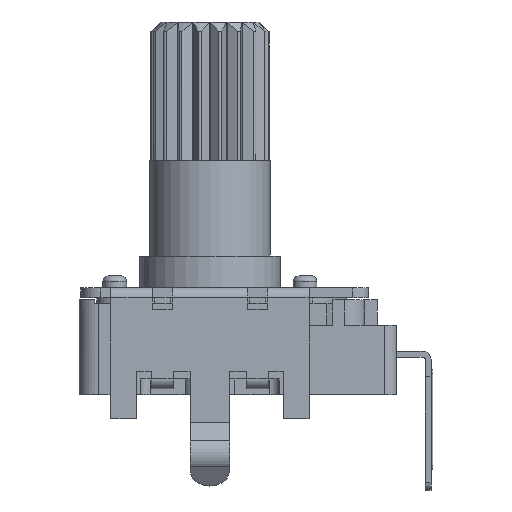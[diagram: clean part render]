
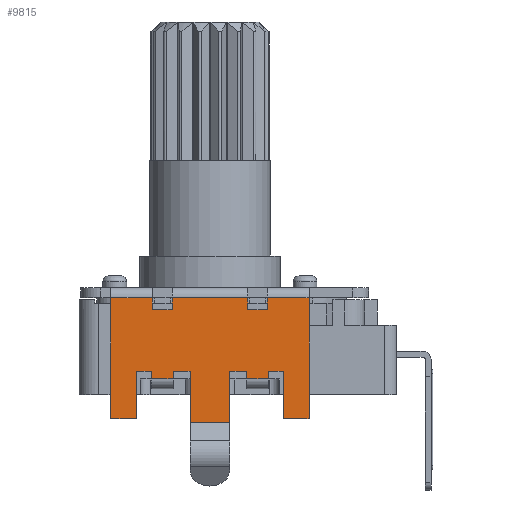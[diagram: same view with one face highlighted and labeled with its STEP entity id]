
A CAD part, left-side view. The second image highlights one B-rep face of the part: STEP entity #9815.
In plain terms, the highlighted planar face has unit normal (-1, 0, 0).
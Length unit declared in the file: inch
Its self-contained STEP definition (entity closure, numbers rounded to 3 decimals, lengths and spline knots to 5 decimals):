
#733=FACE_OUTER_BOUND('',#1254,.T.);
#1254=EDGE_LOOP('',(#7588,#7589,#7590,#7591,#7592,#7593,#7594,#7595,#7596,
#7597,#7598,#7599,#7600,#7601,#7602,#7603,#7604,#7605,#7606,#7607,#7608,
#7609,#7610,#7611,#7612,#7613,#7614,#7615));
#2130=LINE('',#14209,#3182);
#2193=LINE('',#14338,#3245);
#2195=LINE('',#14342,#3247);
#2197=LINE('',#14348,#3249);
#2209=LINE('',#14382,#3261);
#2212=LINE('',#14387,#3264);
#2215=LINE('',#14393,#3267);
#2226=LINE('',#14422,#3278);
#2229=LINE('',#14428,#3281);
#2231=LINE('',#14432,#3283);
#2233=LINE('',#14436,#3285);
#2237=LINE('',#14445,#3289);
#2238=LINE('',#14447,#3290);
#2483=LINE('',#15017,#3535);
#2484=LINE('',#15020,#3536);
#2485=LINE('',#15024,#3537);
#2495=LINE('',#15042,#3547);
#2496=LINE('',#15046,#3548);
#2497=LINE('',#15050,#3549);
#2505=LINE('',#15065,#3557);
#2506=LINE('',#15068,#3558);
#2509=LINE('',#15073,#3561);
#2510=LINE('',#15076,#3562);
#2515=LINE('',#15087,#3567);
#2516=LINE('',#15089,#3568);
#2517=LINE('',#15090,#3569);
#2518=LINE('',#15091,#3570);
#2519=LINE('',#15092,#3571);
#3182=VECTOR('',#11406,0.02362);
#3245=VECTOR('',#11485,0.01575);
#3247=VECTOR('',#11489,0.03346);
#3249=VECTOR('',#11495,0.10315);
#3261=VECTOR('',#11521,0.10315);
#3264=VECTOR('',#11526,0.03346);
#3267=VECTOR('',#11531,0.01575);
#3278=VECTOR('',#11554,0.01575);
#3281=VECTOR('',#11561,0.02953);
#3283=VECTOR('',#11565,0.09449);
#3285=VECTOR('',#11569,0.05118);
#3289=VECTOR('',#11577,0.24016);
#3290=VECTOR('',#11580,0.08268);
#3535=VECTOR('',#12089,0.02362);
#3536=VECTOR('',#12092,0.14961);
#3537=VECTOR('',#12097,0.02362);
#3547=VECTOR('',#12113,0.02362);
#3548=VECTOR('',#12118,0.08268);
#3549=VECTOR('',#12123,0.24016);
#3557=VECTOR('',#12143,0.05118);
#3558=VECTOR('',#12146,0.09449);
#3561=VECTOR('',#12151,0.02953);
#3562=VECTOR('',#12154,0.01575);
#3567=VECTOR('',#12167,0.04331);
#3568=VECTOR('',#12170,0.04331);
#3569=VECTOR('',#12171,0.07874);
#3570=VECTOR('',#12172,0.03937);
#3571=VECTOR('',#12173,0.03937);
#4242=VERTEX_POINT('',#14206);
#4243=VERTEX_POINT('',#14208);
#4300=VERTEX_POINT('',#14335);
#4301=VERTEX_POINT('',#14337);
#4302=VERTEX_POINT('',#14341);
#4304=VERTEX_POINT('',#14347);
#4318=VERTEX_POINT('',#14379);
#4319=VERTEX_POINT('',#14381);
#4320=VERTEX_POINT('',#14385);
#4322=VERTEX_POINT('',#14392);
#4333=VERTEX_POINT('',#14419);
#4334=VERTEX_POINT('',#14421);
#4335=VERTEX_POINT('',#14427);
#4336=VERTEX_POINT('',#14431);
#4337=VERTEX_POINT('',#14435);
#4338=VERTEX_POINT('',#14439);
#4532=VERTEX_POINT('',#15013);
#4533=VERTEX_POINT('',#15015);
#4534=VERTEX_POINT('',#15019);
#4535=VERTEX_POINT('',#15023);
#4539=VERTEX_POINT('',#15039);
#4540=VERTEX_POINT('',#15041);
#4541=VERTEX_POINT('',#15045);
#4542=VERTEX_POINT('',#15049);
#4543=VERTEX_POINT('',#15063);
#4544=VERTEX_POINT('',#15067);
#4545=VERTEX_POINT('',#15071);
#4546=VERTEX_POINT('',#15075);
#5237=EDGE_CURVE('',#4243,#4242,#2130,.T.);
#5303=EDGE_CURVE('',#4301,#4300,#2193,.T.);
#5305=EDGE_CURVE('',#4301,#4302,#2195,.T.);
#5308=EDGE_CURVE('',#4302,#4304,#2197,.T.);
#5325=EDGE_CURVE('',#4319,#4318,#2209,.T.);
#5328=EDGE_CURVE('',#4319,#4320,#2212,.T.);
#5331=EDGE_CURVE('',#4322,#4320,#2215,.T.);
#5346=EDGE_CURVE('',#4334,#4333,#2226,.T.);
#5349=EDGE_CURVE('',#4334,#4335,#2229,.T.);
#5351=EDGE_CURVE('',#4336,#4335,#2231,.T.);
#5353=EDGE_CURVE('',#4337,#4336,#2233,.T.);
#5358=EDGE_CURVE('',#4338,#4337,#2237,.T.);
#5359=EDGE_CURVE('',#4242,#4338,#2238,.T.);
#5656=EDGE_CURVE('',#4532,#4533,#2483,.T.);
#5657=EDGE_CURVE('',#4534,#4532,#2484,.T.);
#5659=EDGE_CURVE('',#4535,#4534,#2485,.T.);
#5669=EDGE_CURVE('',#4540,#4539,#2495,.T.);
#5671=EDGE_CURVE('',#4541,#4540,#2496,.T.);
#5673=EDGE_CURVE('',#4542,#4541,#2497,.T.);
#5681=EDGE_CURVE('',#4543,#4542,#2505,.T.);
#5682=EDGE_CURVE('',#4543,#4544,#2506,.T.);
#5685=EDGE_CURVE('',#4544,#4545,#2509,.T.);
#5686=EDGE_CURVE('',#4546,#4545,#2510,.T.);
#5692=EDGE_CURVE('',#4300,#4546,#2515,.T.);
#5693=EDGE_CURVE('',#4333,#4322,#2516,.T.);
#5694=EDGE_CURVE('',#4318,#4304,#2517,.T.);
#5695=EDGE_CURVE('',#4539,#4535,#2518,.T.);
#5696=EDGE_CURVE('',#4533,#4243,#2519,.T.);
#7588=ORIENTED_EDGE('',*,*,#5359,.T.);
#7589=ORIENTED_EDGE('',*,*,#5358,.T.);
#7590=ORIENTED_EDGE('',*,*,#5353,.T.);
#7591=ORIENTED_EDGE('',*,*,#5351,.T.);
#7592=ORIENTED_EDGE('',*,*,#5349,.F.);
#7593=ORIENTED_EDGE('',*,*,#5346,.T.);
#7594=ORIENTED_EDGE('',*,*,#5693,.T.);
#7595=ORIENTED_EDGE('',*,*,#5331,.T.);
#7596=ORIENTED_EDGE('',*,*,#5328,.F.);
#7597=ORIENTED_EDGE('',*,*,#5325,.T.);
#7598=ORIENTED_EDGE('',*,*,#5694,.T.);
#7599=ORIENTED_EDGE('',*,*,#5308,.F.);
#7600=ORIENTED_EDGE('',*,*,#5305,.F.);
#7601=ORIENTED_EDGE('',*,*,#5303,.T.);
#7602=ORIENTED_EDGE('',*,*,#5692,.T.);
#7603=ORIENTED_EDGE('',*,*,#5686,.T.);
#7604=ORIENTED_EDGE('',*,*,#5685,.F.);
#7605=ORIENTED_EDGE('',*,*,#5682,.F.);
#7606=ORIENTED_EDGE('',*,*,#5681,.T.);
#7607=ORIENTED_EDGE('',*,*,#5673,.T.);
#7608=ORIENTED_EDGE('',*,*,#5671,.T.);
#7609=ORIENTED_EDGE('',*,*,#5669,.T.);
#7610=ORIENTED_EDGE('',*,*,#5695,.T.);
#7611=ORIENTED_EDGE('',*,*,#5659,.T.);
#7612=ORIENTED_EDGE('',*,*,#5657,.T.);
#7613=ORIENTED_EDGE('',*,*,#5656,.T.);
#7614=ORIENTED_EDGE('',*,*,#5696,.T.);
#7615=ORIENTED_EDGE('',*,*,#5237,.T.);
#9440=PLANE('',#10464);
#9815=ADVANCED_FACE('',(#733),#9440,.T.);
#10464=AXIS2_PLACEMENT_3D('',#15088,#12168,#12169);
#11406=DIRECTION('',(0.,0.,1.));
#11485=DIRECTION('',(0.,0.,-1.));
#11489=DIRECTION('',(0.,1.,0.));
#11495=DIRECTION('',(0.,0.,-1.));
#11521=DIRECTION('',(0.,0.,-1.));
#11526=DIRECTION('',(0.,1.,0.));
#11531=DIRECTION('',(0.,0.,1.));
#11554=DIRECTION('',(0.,0.,-1.));
#11561=DIRECTION('',(0.,1.,0.));
#11565=DIRECTION('',(0.,0.,1.));
#11569=DIRECTION('',(0.,-1.,0.));
#11577=DIRECTION('',(0.,0.,-1.));
#11580=DIRECTION('',(0.,1.,0.));
#12089=DIRECTION('',(0.,0.,-1.));
#12092=DIRECTION('',(0.,1.,0.));
#12097=DIRECTION('',(0.,0.,1.));
#12113=DIRECTION('',(0.,0.,-1.));
#12118=DIRECTION('',(0.,1.,0.));
#12123=DIRECTION('',(0.,0.,1.));
#12143=DIRECTION('',(0.,-1.,0.));
#12146=DIRECTION('',(0.,0.,1.));
#12151=DIRECTION('',(0.,1.,0.));
#12154=DIRECTION('',(0.,0.,1.));
#12167=DIRECTION('',(0.,-1.,0.));
#12168=DIRECTION('center_axis',(-1.,0.,0.));
#12169=DIRECTION('ref_axis',(0.,0.,1.));
#12170=DIRECTION('',(0.,-1.,0.));
#12171=DIRECTION('',(0.,-1.,0.));
#12172=DIRECTION('',(0.,1.,0.));
#12173=DIRECTION('',(0.,1.,0.));
#14206=CARTESIAN_POINT('',(-0.23622,0.11417,0.24016));
#14208=CARTESIAN_POINT('',(-0.23622,0.11417,0.21654));
#14209=CARTESIAN_POINT('',(-0.23622,0.11417,0.21654));
#14335=CARTESIAN_POINT('',(-0.23622,-0.07283,0.07874));
#14337=CARTESIAN_POINT('',(-0.23622,-0.07283,0.09449));
#14338=CARTESIAN_POINT('',(-0.23622,-0.07283,0.09449));
#14341=CARTESIAN_POINT('',(-0.23622,-0.03937,0.09449));
#14342=CARTESIAN_POINT('',(-0.23622,-0.07283,0.09449));
#14347=CARTESIAN_POINT('',(-0.23622,-0.03937,-0.00866));
#14348=CARTESIAN_POINT('',(-0.23622,-0.03937,0.09449));
#14379=CARTESIAN_POINT('',(-0.23622,0.03937,-0.00866));
#14381=CARTESIAN_POINT('',(-0.23622,0.03937,0.09449));
#14382=CARTESIAN_POINT('',(-0.23622,0.03937,0.09449));
#14385=CARTESIAN_POINT('',(-0.23622,0.07283,0.09449));
#14387=CARTESIAN_POINT('',(-0.23622,0.03937,0.09449));
#14392=CARTESIAN_POINT('',(-0.23622,0.07283,0.07874));
#14393=CARTESIAN_POINT('',(-0.23622,0.07283,0.07874));
#14419=CARTESIAN_POINT('',(-0.23622,0.11614,0.07874));
#14421=CARTESIAN_POINT('',(-0.23622,0.11614,0.09449));
#14422=CARTESIAN_POINT('',(-0.23622,0.11614,0.09449));
#14427=CARTESIAN_POINT('',(-0.23622,0.14567,0.09449));
#14428=CARTESIAN_POINT('',(-0.23622,0.11614,0.09449));
#14431=CARTESIAN_POINT('',(-0.23622,0.14567,0.));
#14432=CARTESIAN_POINT('',(-0.23622,0.14567,0.));
#14435=CARTESIAN_POINT('',(-0.23622,0.19685,0.));
#14436=CARTESIAN_POINT('',(-0.23622,0.19685,0.));
#14439=CARTESIAN_POINT('',(-0.23622,0.19685,0.24016));
#14445=CARTESIAN_POINT('',(-0.23622,0.19685,0.24016));
#14447=CARTESIAN_POINT('',(-0.23622,0.11417,0.24016));
#15013=CARTESIAN_POINT('',(-0.23622,0.0748,0.24016));
#15015=CARTESIAN_POINT('',(-0.23622,0.0748,0.21654));
#15017=CARTESIAN_POINT('',(-0.23622,0.0748,0.24016));
#15019=CARTESIAN_POINT('',(-0.23622,-0.0748,0.24016));
#15020=CARTESIAN_POINT('',(-0.23622,-0.0748,0.24016));
#15023=CARTESIAN_POINT('',(-0.23622,-0.0748,0.21654));
#15024=CARTESIAN_POINT('',(-0.23622,-0.0748,0.21654));
#15039=CARTESIAN_POINT('',(-0.23622,-0.11417,0.21654));
#15041=CARTESIAN_POINT('',(-0.23622,-0.11417,0.24016));
#15042=CARTESIAN_POINT('',(-0.23622,-0.11417,0.24016));
#15045=CARTESIAN_POINT('',(-0.23622,-0.19685,0.24016));
#15046=CARTESIAN_POINT('',(-0.23622,-0.19685,0.24016));
#15049=CARTESIAN_POINT('',(-0.23622,-0.19685,0.));
#15050=CARTESIAN_POINT('',(-0.23622,-0.19685,0.));
#15063=CARTESIAN_POINT('',(-0.23622,-0.14567,0.));
#15065=CARTESIAN_POINT('',(-0.23622,-0.14567,0.));
#15067=CARTESIAN_POINT('',(-0.23622,-0.14567,0.09449));
#15068=CARTESIAN_POINT('',(-0.23622,-0.14567,0.));
#15071=CARTESIAN_POINT('',(-0.23622,-0.11614,0.09449));
#15073=CARTESIAN_POINT('',(-0.23622,-0.14567,0.09449));
#15075=CARTESIAN_POINT('',(-0.23622,-0.11614,0.07874));
#15076=CARTESIAN_POINT('',(-0.23622,-0.11614,0.07874));
#15087=CARTESIAN_POINT('',(-0.23622,-0.07283,0.07874));
#15088=CARTESIAN_POINT('Origin',(-0.23622,0.,0.25984));
#15089=CARTESIAN_POINT('',(-0.23622,0.11614,0.07874));
#15090=CARTESIAN_POINT('',(-0.23622,0.03937,-0.00866));
#15091=CARTESIAN_POINT('',(-0.23622,-0.11417,0.21654));
#15092=CARTESIAN_POINT('',(-0.23622,0.0748,0.21654));
